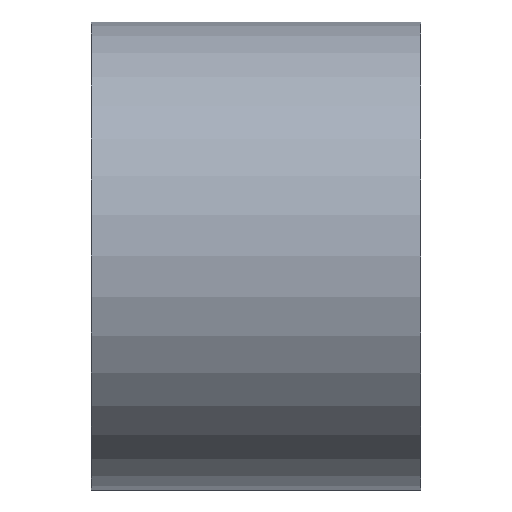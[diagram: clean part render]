
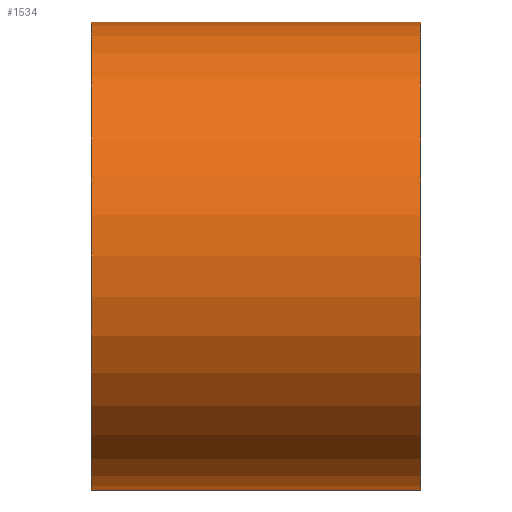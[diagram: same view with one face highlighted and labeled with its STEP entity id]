
A CAD part, front view. The second image highlights one B-rep face of the part: STEP entity #1534.
In plain terms, the highlighted cylindrical face has radius 54 mm (diameter 108 mm), a full revolution.
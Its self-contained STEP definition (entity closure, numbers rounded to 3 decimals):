
#72=CYLINDRICAL_SURFACE('',#1753,54.);
#230=FACE_OUTER_BOUND('',#365,.T.);
#365=EDGE_LOOP('',(#1365,#1366,#1367,#1368));
#453=CIRCLE('',#1656,54.);
#506=CIRCLE('',#1754,54.);
#591=LINE('',#2679,#676);
#676=VECTOR('',#2252,54.);
#741=VERTEX_POINT('',#2450);
#810=VERTEX_POINT('',#2677);
#897=EDGE_CURVE('',#741,#741,#453,.T.);
#1010=EDGE_CURVE('',#810,#810,#506,.T.);
#1011=EDGE_CURVE('',#810,#741,#591,.T.);
#1365=ORIENTED_EDGE('',*,*,#1010,.F.);
#1366=ORIENTED_EDGE('',*,*,#1011,.T.);
#1367=ORIENTED_EDGE('',*,*,#897,.F.);
#1368=ORIENTED_EDGE('',*,*,#1011,.F.);
#1534=ADVANCED_FACE('',(#230),#72,.T.);
#1656=AXIS2_PLACEMENT_3D('',#2451,#1994,#1995);
#1753=AXIS2_PLACEMENT_3D('',#2676,#2248,#2249);
#1754=AXIS2_PLACEMENT_3D('',#2678,#2250,#2251);
#1994=DIRECTION('center_axis',(-1.,0.,0.));
#1995=DIRECTION('ref_axis',(0.,0.,-1.));
#2248=DIRECTION('center_axis',(1.,0.,0.));
#2249=DIRECTION('ref_axis',(0.,0.,-1.));
#2250=DIRECTION('center_axis',(1.,0.,0.));
#2251=DIRECTION('ref_axis',(0.,0.,-1.));
#2252=DIRECTION('',(-1.,0.,0.));
#2450=CARTESIAN_POINT('',(-2.,0.,54.));
#2451=CARTESIAN_POINT('Origin',(-2.,0.,0.));
#2676=CARTESIAN_POINT('Origin',(0.,0.,0.));
#2677=CARTESIAN_POINT('',(74.,0.,54.));
#2678=CARTESIAN_POINT('Origin',(74.,0.,0.));
#2679=CARTESIAN_POINT('',(0.,0.,54.));
